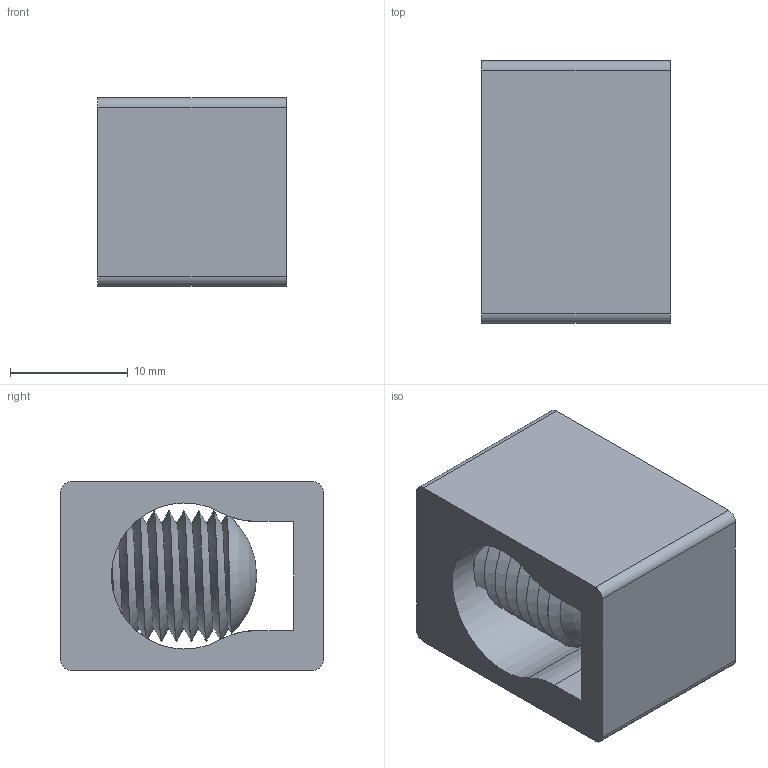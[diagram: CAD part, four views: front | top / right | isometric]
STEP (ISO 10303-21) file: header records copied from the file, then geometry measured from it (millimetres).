
FILE_DESCRIPTION(('FreeCAD Model'),'2;1');
FILE_NAME('Open CASCADE Shape Model','2021-07-22T14:19:24',('FreeCAD'),( 'FreeCAD'),'Open CASCADE STEP processor 7.5','FreeCAD','Unknown');
FILE_SCHEMA(('AUTOMOTIVE_DESIGN { 1 0 10303 214 1 1 1 1 }'));
Length unit declared in the file: millimetre
Products named in the file (3): Open CASCADE STEP translator 7.5 1; Open CASCADE STEP translator 7.5 1.1; Open CASCADE STEP translator 7.5 1.2
Assembly tree (2 placements, depth 2):
  Open CASCADE STEP translator 7.5 1
    Open CASCADE STEP translator 7.5 1.1
    Open CASCADE STEP translator 7.5 1.2
Bounding box: 16 x 22.28 x 16 mm (x, y, z)
Volume: 3834.2 mm3; surface area: 3482.9 mm2
Topology: 2 solids, 2 shells, 56 faces, 158 edges, 105 vertices
Faces by surface type: cylinder 24, plane 23, cone 5, sphere 2, bspline 2
Full cylindrical faces by diameter (mm): 4.648 x1, 9.728 x1, 11.079 x9
Entity records: 4242 total; most frequent: CARTESIAN_POINT 2825, ORIENTED_EDGE 312, DIRECTION 255, EDGE_CURVE 156, VERTEX_POINT 105, AXIS2_PLACEMENT_3D 91, LINE 73, VECTOR 73
